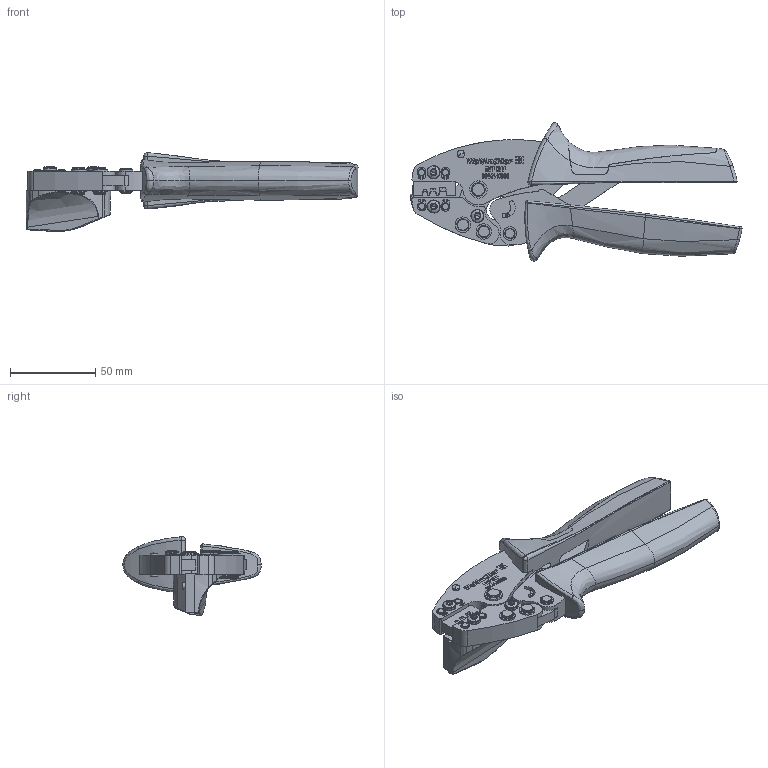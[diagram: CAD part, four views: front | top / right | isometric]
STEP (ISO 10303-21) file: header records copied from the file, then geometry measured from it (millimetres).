
FILE_DESCRIPTION(('CATIA V5 STEP Exchange','CAx-IF Rec.Pracs.--- Model Styling and Organization---1.5--- 2016-08-15','CAx-IF Rec.Pracs.---Supplemental Geometry---1.0---2011-11-01','CAx-IF Rec.Pracs.--- Composite Materials ---1.1---2010-07-15'),'2;1');
FILE_NAME ('033437-1_0', '2024-11-13T06:40:50+00:00', ('none'), ('Weidmueller'), 'CATIA Version 5-6 Release 2022 SP4 HF5', 'CATIA V5 STEP AP214 v3', 'none');
FILE_SCHEMA(('AUTOMOTIVE_DESIGN { 1 0 10303 214 1 1 1 1 }'));
Length unit declared in the file: millimetre
Products named in the file (1): 9014140000_HTF_DFF_AllCATPart
Bounding box: 194.63 x 81.1 x 46.11 mm (x, y, z)
Volume: 155186.2 mm3; surface area: 35674.2 mm2
Topology: 1 solids, 1 shells, 1302 faces, 3649 edges, 2416 vertices
Faces by surface type: plane 546, extrusion 313, cylinder 224, bspline 141, cone 42, torus 26, sphere 10
Entity records: 53470 total; most frequent: CARTESIAN_POINT 22564, ORIENTED_EDGE 7270, DIRECTION 3876, EDGE_CURVE 3635, VERTEX_POINT 2416, VECTOR 2121, LINE 1808, B_SPLINE_CURVE_WITH_KNOTS 1453
